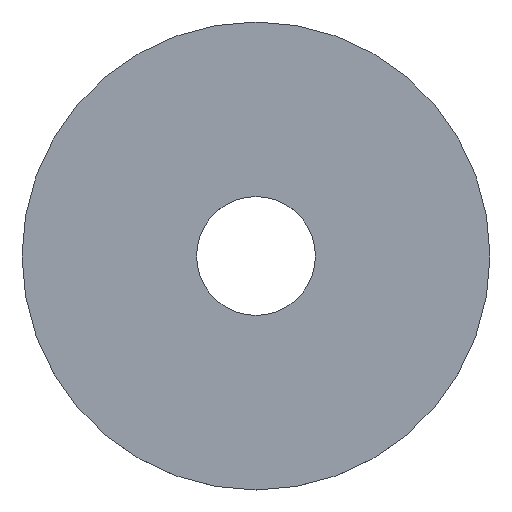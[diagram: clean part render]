
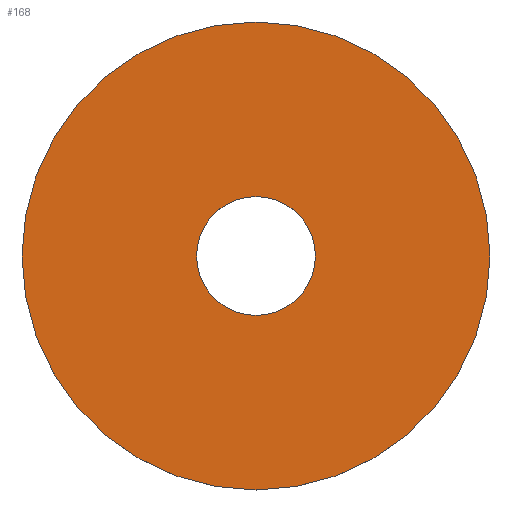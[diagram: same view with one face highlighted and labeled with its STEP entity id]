
A CAD part, top view. The second image highlights one B-rep face of the part: STEP entity #168.
In plain terms, the highlighted planar face has unit normal (0, 0, 1).
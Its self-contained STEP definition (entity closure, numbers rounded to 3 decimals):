
#16 = DIRECTION ( 'NONE',  ( 0., -1., 0. ) ) ;
#18 = FACE_OUTER_BOUND ( 'NONE', #148, .T. ) ;
#44 = CIRCLE ( 'NONE', #149, 8. ) ;
#50 = DIRECTION ( 'NONE',  ( 0., 1., 0. ) ) ;
#52 = CARTESIAN_POINT ( 'NONE',  ( 0., 8., 1.6 ) ) ;
#54 = ORIENTED_EDGE ( 'NONE', *, *, #75, .T. ) ;
#63 = ORIENTED_EDGE ( 'NONE', *, *, #122, .F. ) ;
#65 = EDGE_LOOP ( 'NONE', ( #54 ) ) ;
#75 = EDGE_CURVE ( 'NONE', #161, #161, #44, .T. ) ;
#76 = CARTESIAN_POINT ( 'NONE',  ( 0., 31.5, 1.6 ) ) ;
#77 = CARTESIAN_POINT ( 'NONE',  ( 0., 0., 1.6 ) ) ;
#80 = DIRECTION ( 'NONE',  ( 0., 0., -1. ) ) ;
#87 = CIRCLE ( 'NONE', #140, 31.5 ) ;
#89 = DIRECTION ( 'NONE',  ( 0., 0., -1. ) ) ;
#101 = CARTESIAN_POINT ( 'NONE',  ( 0., 8., 1.6 ) ) ;
#102 = VERTEX_POINT ( 'NONE', #76 ) ;
#104 = DIRECTION ( 'NONE',  ( 0., 0., 1. ) ) ;
#122 = EDGE_CURVE ( 'NONE', #102, #102, #87, .T. ) ;
#130 = FACE_BOUND ( 'NONE', #65, .T. ) ;
#134 = DIRECTION ( 'NONE',  ( 0., 1., 0. ) ) ;
#140 = AXIS2_PLACEMENT_3D ( 'NONE', #77, #80, #134 ) ;
#148 = EDGE_LOOP ( 'NONE', ( #63 ) ) ;
#149 = AXIS2_PLACEMENT_3D ( 'NONE', #162, #89, #50 ) ;
#150 = PLANE ( 'NONE',  #166 ) ;
#161 = VERTEX_POINT ( 'NONE', #52 ) ;
#162 = CARTESIAN_POINT ( 'NONE',  ( 0., 0., 1.6 ) ) ;
#166 = AXIS2_PLACEMENT_3D ( 'NONE', #101, #104, #16 ) ;
#168 = ADVANCED_FACE ( 'NONE', ( #130, #18 ), #150, .T. ) ;
